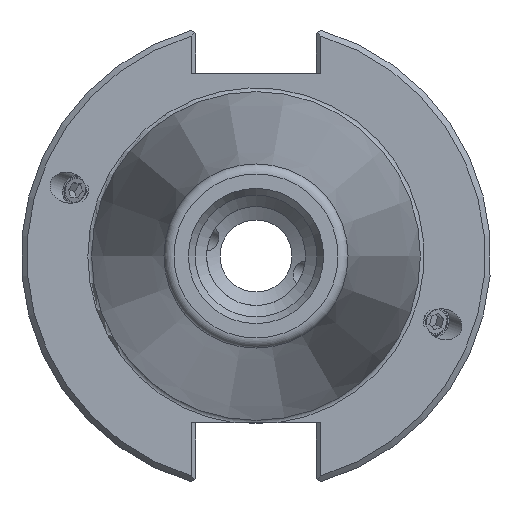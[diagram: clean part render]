
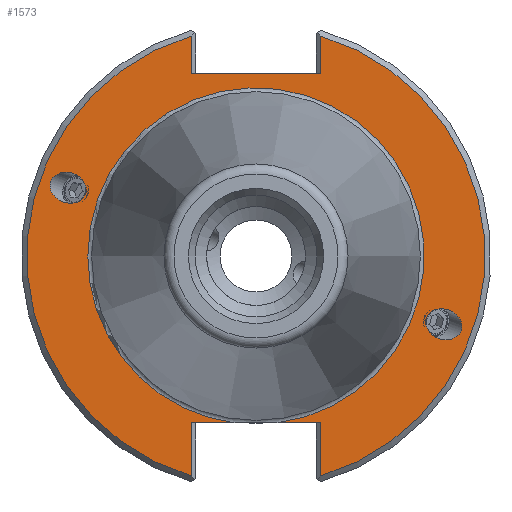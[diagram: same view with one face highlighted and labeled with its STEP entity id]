
A CAD part, left-side view. The second image highlights one B-rep face of the part: STEP entity #1573.
In plain terms, the highlighted planar face has unit normal (-1, 0, 0).
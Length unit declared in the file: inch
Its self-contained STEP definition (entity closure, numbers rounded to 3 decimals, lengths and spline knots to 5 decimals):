
#760=CARTESIAN_POINT('',(0.125,-0.90631,-0.32987));
#761=VERTEX_POINT('',#760);
#762=CARTESIAN_POINT('',(0.125,-0.99889,-0.36357));
#763=DIRECTION('',(1.0,0.,0.));
#764=DIRECTION('',(0.,-0.94,-0.342));
#765=AXIS2_PLACEMENT_3D('',#762,#763,#764);
#766=ELLIPSE('',#765,0.09853,0.08071);
#767=EDGE_CURVE('',#761,#761,#766,.T.);
#840=CARTESIAN_POINT('',(0.125,0.90631,0.32987));
#841=VERTEX_POINT('',#840);
#842=CARTESIAN_POINT('',(0.125,0.99889,0.36357));
#843=DIRECTION('',(1.0,0.,0.));
#844=DIRECTION('',(0.,0.94,0.342));
#845=AXIS2_PLACEMENT_3D('',#842,#843,#844);
#846=ELLIPSE('',#845,0.09853,0.08071);
#847=EDGE_CURVE('',#841,#841,#846,.T.);
#1097=CARTESIAN_POINT('',(0.125,0.345,0.972));
#1098=VERTEX_POINT('',#1097);
#1105=CARTESIAN_POINT('',(0.125,-0.345,0.972));
#1106=VERTEX_POINT('',#1105);
#1107=CARTESIAN_POINT('',(0.125,0.345,0.972));
#1108=DIRECTION('',(0.0,-1.0,0.0));
#1109=VECTOR('',#1108,0.69);
#1110=LINE('',#1107,#1109);
#1111=EDGE_CURVE('',#1098,#1106,#1110,.T.);
#1457=CARTESIAN_POINT('',(0.125,-0.11172,-0.888));
#1458=VERTEX_POINT('',#1457);
#1459=CARTESIAN_POINT('',(0.125,0.11172,-0.888));
#1460=VERTEX_POINT('',#1459);
#1475=CARTESIAN_POINT('',(0.125,0.0,0.0));
#1476=DIRECTION('',(-1.0,0.0,0.0));
#1477=DIRECTION('',(0.0,-1.0,0.0));
#1478=AXIS2_PLACEMENT_3D('',#1475,#1476,#1477);
#1479=CIRCLE('',#1478,0.895);
#1480=EDGE_CURVE('',#1458,#1460,#1479,.T.);
#1496=CARTESIAN_POINT('',(0.125,1.0625,0.0));
#1497=DIRECTION('',(-1.0,0.0,0.0));
#1498=DIRECTION('',(0.0,0.0,1.0));
#1499=AXIS2_PLACEMENT_3D('',#1496,#1497,#1498);
#1500=PLANE('',#1499);
#1501=ORIENTED_EDGE('',*,*,#1480,.F.);
#1502=CARTESIAN_POINT('',(0.125,-0.345,-0.888));
#1503=VERTEX_POINT('',#1502);
#1504=CARTESIAN_POINT('',(0.125,-0.345,-0.888));
#1505=DIRECTION('',(0.0,1.0,0.0));
#1506=VECTOR('',#1505,0.23328);
#1507=LINE('',#1504,#1506);
#1508=EDGE_CURVE('',#1503,#1458,#1507,.T.);
#1509=ORIENTED_EDGE('',*,*,#1508,.F.);
#1510=CARTESIAN_POINT('',(0.125,-0.345,-1.1702));
#1511=VERTEX_POINT('',#1510);
#1512=CARTESIAN_POINT('',(0.125,-0.345,-1.1702));
#1513=DIRECTION('',(0.0,0.0,1.0));
#1514=VECTOR('',#1513,0.2822);
#1515=LINE('',#1512,#1514);
#1516=EDGE_CURVE('',#1511,#1503,#1515,.T.);
#1517=ORIENTED_EDGE('',*,*,#1516,.F.);
#1518=CARTESIAN_POINT('',(0.125,-0.345,1.1702));
#1519=VERTEX_POINT('',#1518);
#1520=CARTESIAN_POINT('',(0.125,0.0,0.0));
#1521=DIRECTION('',(1.0,0.0,0.0));
#1522=DIRECTION('',(0.0,-1.0,0.0));
#1523=AXIS2_PLACEMENT_3D('',#1520,#1521,#1522);
#1524=CIRCLE('',#1523,1.22);
#1525=EDGE_CURVE('',#1519,#1511,#1524,.T.);
#1526=ORIENTED_EDGE('',*,*,#1525,.F.);
#1527=CARTESIAN_POINT('',(0.125,-0.345,0.972));
#1528=DIRECTION('',(0.0,0.0,1.0));
#1529=VECTOR('',#1528,0.1982);
#1530=LINE('',#1527,#1529);
#1531=EDGE_CURVE('',#1106,#1519,#1530,.T.);
#1532=ORIENTED_EDGE('',*,*,#1531,.F.);
#1533=ORIENTED_EDGE('',*,*,#1111,.F.);
#1534=CARTESIAN_POINT('',(0.125,0.345,1.1702));
#1535=VERTEX_POINT('',#1534);
#1536=CARTESIAN_POINT('',(0.125,0.345,1.1702));
#1537=DIRECTION('',(0.0,0.0,-1.0));
#1538=VECTOR('',#1537,0.1982);
#1539=LINE('',#1536,#1538);
#1540=EDGE_CURVE('',#1535,#1098,#1539,.T.);
#1541=ORIENTED_EDGE('',*,*,#1540,.F.);
#1542=CARTESIAN_POINT('',(0.125,0.345,-1.1702));
#1543=VERTEX_POINT('',#1542);
#1544=CARTESIAN_POINT('',(0.125,0.0,0.0));
#1545=DIRECTION('',(1.0,0.0,0.0));
#1546=DIRECTION('',(0.0,1.0,0.0));
#1547=AXIS2_PLACEMENT_3D('',#1544,#1545,#1546);
#1548=CIRCLE('',#1547,1.22);
#1549=EDGE_CURVE('',#1543,#1535,#1548,.T.);
#1550=ORIENTED_EDGE('',*,*,#1549,.F.);
#1551=CARTESIAN_POINT('',(0.125,0.345,-0.888));
#1552=VERTEX_POINT('',#1551);
#1553=CARTESIAN_POINT('',(0.125,0.345,-0.888));
#1554=DIRECTION('',(0.0,0.0,-1.0));
#1555=VECTOR('',#1554,0.2822);
#1556=LINE('',#1553,#1555);
#1557=EDGE_CURVE('',#1552,#1543,#1556,.T.);
#1558=ORIENTED_EDGE('',*,*,#1557,.F.);
#1559=CARTESIAN_POINT('',(0.125,0.11172,-0.888));
#1560=DIRECTION('',(0.0,1.0,0.0));
#1561=VECTOR('',#1560,0.23328);
#1562=LINE('',#1559,#1561);
#1563=EDGE_CURVE('',#1460,#1552,#1562,.T.);
#1564=ORIENTED_EDGE('',*,*,#1563,.F.);
#1565=EDGE_LOOP('',(#1501,#1509,#1517,#1526,#1532,#1533,#1541,#1550,#1558,#1564));
#1566=FACE_OUTER_BOUND('',#1565,.T.);
#1567=ORIENTED_EDGE('',*,*,#767,.T.);
#1568=EDGE_LOOP('',(#1567));
#1569=FACE_BOUND('',#1568,.T.);
#1570=ORIENTED_EDGE('',*,*,#847,.T.);
#1571=EDGE_LOOP('',(#1570));
#1572=FACE_BOUND('',#1571,.T.);
#1573=ADVANCED_FACE('',(#1566,#1569,#1572),#1500,.T.);
